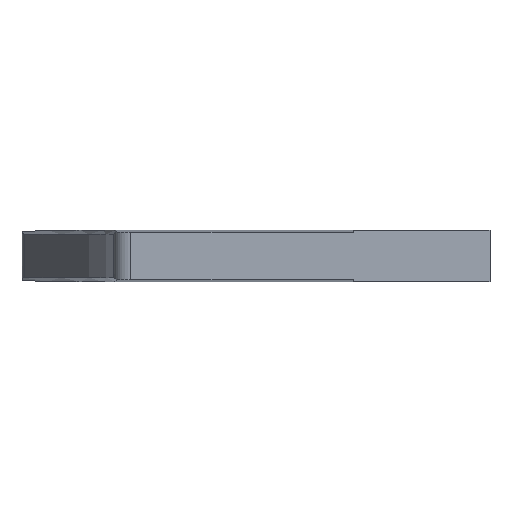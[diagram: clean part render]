
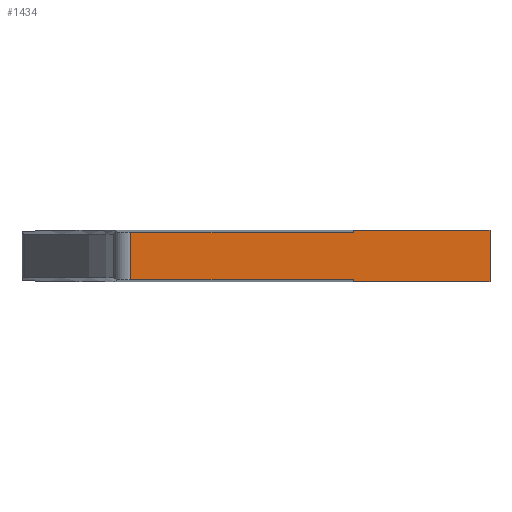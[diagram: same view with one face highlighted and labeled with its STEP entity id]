
A CAD part, front view. The second image highlights one B-rep face of the part: STEP entity #1434.
In plain terms, the highlighted planar face has unit normal (0, -1, 0).
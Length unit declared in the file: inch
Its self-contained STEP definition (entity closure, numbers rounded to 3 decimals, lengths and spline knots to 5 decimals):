
#1 = PLANE ( 'NONE',  #976 ) ;
#187 = CARTESIAN_POINT ( 'NONE',  ( 5.86614, 0., -0.3745 ) ) ;
#192 = ORIENTED_EDGE ( 'NONE', *, *, #222, .F. ) ;
#222 = EDGE_CURVE ( 'NONE', #1478, #606, #2072, .T. ) ;
#278 = EDGE_CURVE ( 'NONE', #2600, #1452, #2853, .T. ) ;
#307 = CARTESIAN_POINT ( 'NONE',  ( 3.42308, 0., -0.01575 ) ) ;
#375 = CARTESIAN_POINT ( 'NONE',  ( 5.86614, 0., -0.01575 ) ) ;
#423 = VERTEX_POINT ( 'NONE', #2178 ) ;
#472 = CARTESIAN_POINT ( 'NONE',  ( 5.86614, 0., 0. ) ) ;
#475 = EDGE_CURVE ( 'NONE', #1478, #626, #1783, .T. ) ;
#534 = VECTOR ( 'NONE', #1330, 39.37008 ) ;
#606 = VERTEX_POINT ( 'NONE', #1767 ) ;
#626 = VERTEX_POINT ( 'NONE', #375 ) ;
#647 = ORIENTED_EDGE ( 'NONE', *, *, #2086, .T. ) ;
#687 = CARTESIAN_POINT ( 'NONE',  ( 4.13386, 0., -0.3745 ) ) ;
#706 = DIRECTION ( 'NONE',  ( 0., 0., -1. ) ) ;
#718 = CARTESIAN_POINT ( 'NONE',  ( 4.25702, 0., -0.01575 ) ) ;
#776 = ORIENTED_EDGE ( 'NONE', *, *, #2190, .T. ) ;
#784 = ORIENTED_EDGE ( 'NONE', *, *, #2281, .T. ) ;
#825 = VECTOR ( 'NONE', #2603, 39.37008 ) ;
#859 = CARTESIAN_POINT ( 'NONE',  ( 4.13386, 0., 0. ) ) ;
#927 = DIRECTION ( 'NONE',  ( 0., -1., 0. ) ) ;
#976 = AXIS2_PLACEMENT_3D ( 'NONE', #687, #927, #1336 ) ;
#1071 = CARTESIAN_POINT ( 'NONE',  ( 5.86614, 0., -0.3745 ) ) ;
#1196 = DIRECTION ( 'NONE',  ( 1., 0., 0. ) ) ;
#1325 = CARTESIAN_POINT ( 'NONE',  ( 3.42308, 0., -0.35875 ) ) ;
#1330 = DIRECTION ( 'NONE',  ( 1., 0., 0. ) ) ;
#1336 = DIRECTION ( 'NONE',  ( 0., 0., -1. ) ) ;
#1434 = ADVANCED_FACE ( 'NONE', ( #2311 ), #1, .T. ) ;
#1452 = VERTEX_POINT ( 'NONE', #1635 ) ;
#1478 = VERTEX_POINT ( 'NONE', #472 ) ;
#1509 = VECTOR ( 'NONE', #1535, 39.37008 ) ;
#1535 = DIRECTION ( 'NONE',  ( 0., 0., -1. ) ) ;
#1544 = LINE ( 'NONE', #1325, #2060 ) ;
#1579 = VECTOR ( 'NONE', #1196, 39.37008 ) ;
#1635 = CARTESIAN_POINT ( 'NONE',  ( 6.85433, 0., -0.3745 ) ) ;
#1649 = ORIENTED_EDGE ( 'NONE', *, *, #475, .T. ) ;
#1767 = CARTESIAN_POINT ( 'NONE',  ( 6.85433, 0., 0. ) ) ;
#1783 = LINE ( 'NONE', #1071, #1509 ) ;
#1788 = LINE ( 'NONE', #2530, #2211 ) ;
#1803 = VERTEX_POINT ( 'NONE', #2684 ) ;
#1805 = EDGE_LOOP ( 'NONE', ( #2905, #647, #776, #784, #2076, #2718, #192, #1649 ) ) ;
#1916 = CARTESIAN_POINT ( 'NONE',  ( 4.13386, 0., -0.3745 ) ) ;
#1962 = LINE ( 'NONE', #1978, #2926 ) ;
#1978 = CARTESIAN_POINT ( 'NONE',  ( 4.25702, 0., -0.3435 ) ) ;
#2014 = VECTOR ( 'NONE', #706, 39.37008 ) ;
#2060 = VECTOR ( 'NONE', #2267, 39.37008 ) ;
#2072 = LINE ( 'NONE', #859, #534 ) ;
#2076 = ORIENTED_EDGE ( 'NONE', *, *, #278, .T. ) ;
#2086 = EDGE_CURVE ( 'NONE', #2332, #1803, #1962, .T. ) ;
#2178 = CARTESIAN_POINT ( 'NONE',  ( 5.86614, 0., -0.35875 ) ) ;
#2190 = EDGE_CURVE ( 'NONE', #1803, #423, #1544, .T. ) ;
#2211 = VECTOR ( 'NONE', #2322, 39.37008 ) ;
#2267 = DIRECTION ( 'NONE',  ( 1., 0., 0. ) ) ;
#2281 = EDGE_CURVE ( 'NONE', #423, #2600, #2313, .T. ) ;
#2311 = FACE_OUTER_BOUND ( 'NONE', #1805, .T. ) ;
#2313 = LINE ( 'NONE', #2339, #2014 ) ;
#2322 = DIRECTION ( 'NONE',  ( 0., 0., 1. ) ) ;
#2332 = VERTEX_POINT ( 'NONE', #718 ) ;
#2339 = CARTESIAN_POINT ( 'NONE',  ( 5.86614, 0., -0.3745 ) ) ;
#2423 = EDGE_CURVE ( 'NONE', #2332, #626, #2632, .T. ) ;
#2506 = EDGE_CURVE ( 'NONE', #1452, #606, #1788, .T. ) ;
#2530 = CARTESIAN_POINT ( 'NONE',  ( 6.85433, 0., -0.3745 ) ) ;
#2600 = VERTEX_POINT ( 'NONE', #187 ) ;
#2603 = DIRECTION ( 'NONE',  ( 1., 0., 0. ) ) ;
#2632 = LINE ( 'NONE', #307, #1579 ) ;
#2684 = CARTESIAN_POINT ( 'NONE',  ( 4.25702, 0., -0.35875 ) ) ;
#2718 = ORIENTED_EDGE ( 'NONE', *, *, #2506, .T. ) ;
#2853 = LINE ( 'NONE', #1916, #825 ) ;
#2882 = DIRECTION ( 'NONE',  ( 0., 0., -1. ) ) ;
#2905 = ORIENTED_EDGE ( 'NONE', *, *, #2423, .F. ) ;
#2926 = VECTOR ( 'NONE', #2882, 39.37008 ) ;
